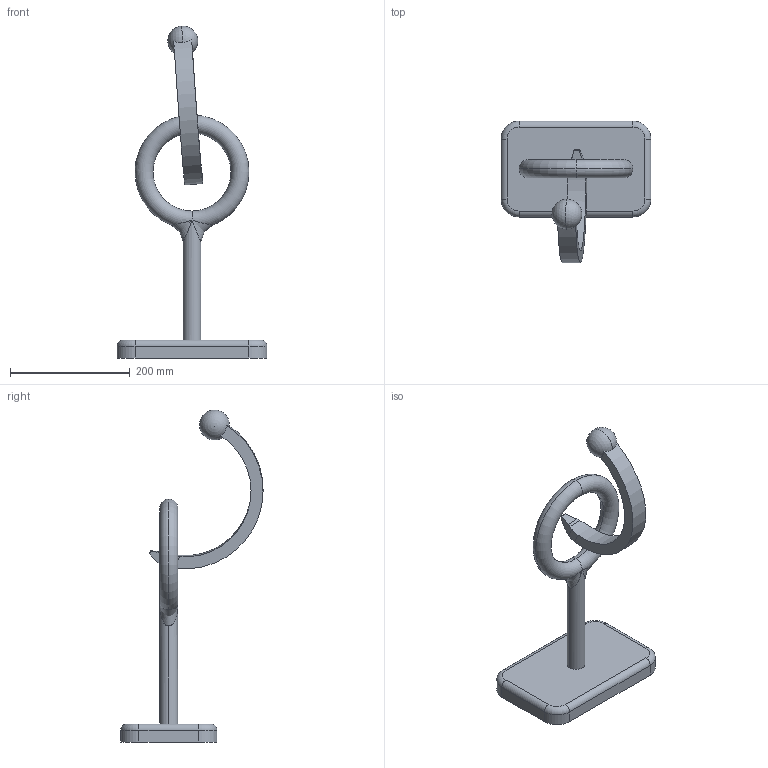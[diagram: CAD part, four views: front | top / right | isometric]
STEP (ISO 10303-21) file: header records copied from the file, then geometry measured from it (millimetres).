
FILE_DESCRIPTION (( 'STEP AP203' ), '1' );
FILE_NAME ('task_assem2.STEP', '2024-11-25T22:03:26', ( 'User' ), ( '' ), 'SwSTEP 2.0', 'SolidWorks 2022', '' );
FILE_SCHEMA (( 'CONFIG_CONTROL_DESIGN' ));
Length unit declared in the file: millimetre
Products named in the file (3): task_assem2; needle_threading; hole_threading
Assembly tree (2 placements, depth 2):
  task_assem2
    hole_threading
    needle_threading
Bounding box: 250 x 237.22 x 553.45 mm (x, y, z)
Volume: 1926309 mm3; surface area: 204864.6 mm2
Topology: 2 solids, 2 shells, 46 faces, 124 edges, 75 vertices
Faces by surface type: cylinder 21, plane 13, torus 8, bspline 2, sphere 2
Entity records: 2384 total; most frequent: CARTESIAN_POINT 1040, ORIENTED_EDGE 230, DIRECTION 217, EDGE_CURVE 115, AXIS2_PLACEMENT_3D 87, VERTEX_POINT 72, EDGE_LOOP 47, ADVANCED_FACE 46
